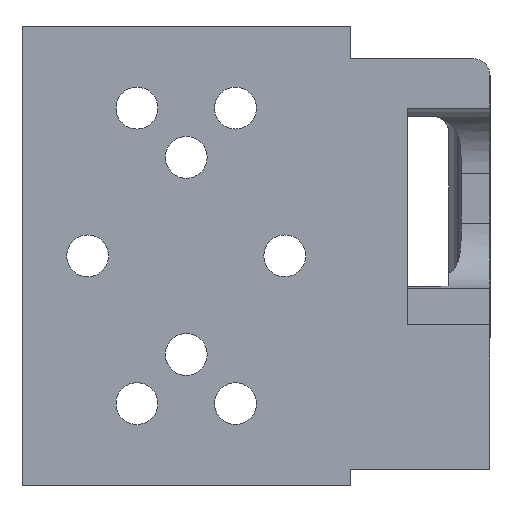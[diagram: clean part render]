
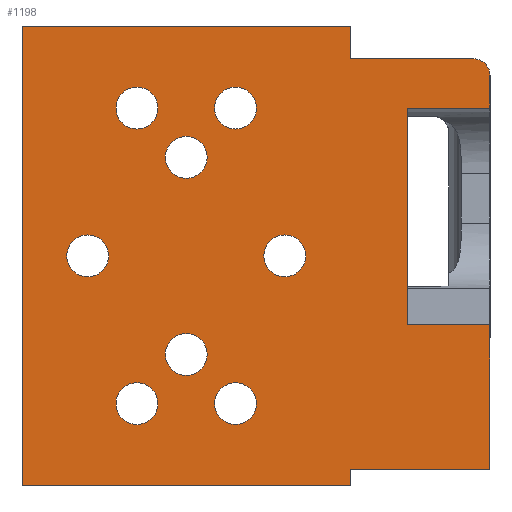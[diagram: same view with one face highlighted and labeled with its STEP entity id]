
A CAD part, front view. The second image highlights one B-rep face of the part: STEP entity #1198.
In plain terms, the highlighted planar face has unit normal (0, -1, 0).
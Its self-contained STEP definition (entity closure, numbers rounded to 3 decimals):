
#54=FACE_BOUND('',#276,.T.);
#55=FACE_BOUND('',#277,.T.);
#56=FACE_BOUND('',#278,.T.);
#57=FACE_BOUND('',#279,.T.);
#58=FACE_BOUND('',#280,.T.);
#59=FACE_BOUND('',#281,.T.);
#60=FACE_BOUND('',#282,.T.);
#61=FACE_BOUND('',#283,.T.);
#76=CIRCLE('',#1243,1.);
#97=CIRCLE('',#1299,1.275);
#98=CIRCLE('',#1300,1.275);
#99=CIRCLE('',#1302,1.275);
#100=CIRCLE('',#1303,1.275);
#101=CIRCLE('',#1305,1.275);
#102=CIRCLE('',#1306,1.275);
#103=CIRCLE('',#1308,1.275);
#104=CIRCLE('',#1309,1.275);
#105=CIRCLE('',#1311,1.275);
#106=CIRCLE('',#1312,1.275);
#107=CIRCLE('',#1314,1.275);
#108=CIRCLE('',#1315,1.275);
#109=CIRCLE('',#1317,1.275);
#110=CIRCLE('',#1318,1.275);
#111=CIRCLE('',#1320,1.275);
#112=CIRCLE('',#1321,1.275);
#214=FACE_OUTER_BOUND('',#275,.T.);
#275=EDGE_LOOP('',(#1085,#1086,#1087,#1088,#1089,#1090,#1091,#1092,#1093,
#1094,#1095,#1096,#1097));
#276=EDGE_LOOP('',(#1098,#1099));
#277=EDGE_LOOP('',(#1100,#1101));
#278=EDGE_LOOP('',(#1102,#1103));
#279=EDGE_LOOP('',(#1104,#1105));
#280=EDGE_LOOP('',(#1106,#1107));
#281=EDGE_LOOP('',(#1108,#1109));
#282=EDGE_LOOP('',(#1110,#1111));
#283=EDGE_LOOP('',(#1112,#1113));
#285=LINE('',#1646,#393);
#289=LINE('',#1655,#397);
#297=LINE('',#1686,#405);
#304=LINE('',#1705,#412);
#308=LINE('',#1717,#416);
#325=LINE('',#1780,#433);
#327=LINE('',#1805,#435);
#331=LINE('',#1811,#439);
#376=LINE('',#1971,#484);
#378=LINE('',#1974,#486);
#383=LINE('',#1984,#491);
#392=LINE('',#2034,#500);
#393=VECTOR('',#1328,10.);
#397=VECTOR('',#1334,10.);
#405=VECTOR('',#1362,10.);
#412=VECTOR('',#1377,10.);
#416=VECTOR('',#1385,10.);
#433=VECTOR('',#1422,10.);
#435=VECTOR('',#1432,10.);
#439=VECTOR('',#1438,10.);
#484=VECTOR('',#1563,10.);
#486=VECTOR('',#1567,10.);
#491=VECTOR('',#1580,10.);
#500=VECTOR('',#1639,10.);
#501=VERTEX_POINT('',#1644);
#502=VERTEX_POINT('',#1645);
#505=VERTEX_POINT('',#1653);
#506=VERTEX_POINT('',#1654);
#519=VERTEX_POINT('',#1685);
#526=VERTEX_POINT('',#1702);
#527=VERTEX_POINT('',#1704);
#532=VERTEX_POINT('',#1714);
#533=VERTEX_POINT('',#1716);
#543=VERTEX_POINT('',#1740);
#551=VERTEX_POINT('',#1778);
#556=VERTEX_POINT('',#1804);
#596=VERTEX_POINT('',#1968);
#598=VERTEX_POINT('',#1986);
#599=VERTEX_POINT('',#1987);
#600=VERTEX_POINT('',#1992);
#601=VERTEX_POINT('',#1993);
#602=VERTEX_POINT('',#1998);
#603=VERTEX_POINT('',#1999);
#604=VERTEX_POINT('',#2004);
#605=VERTEX_POINT('',#2005);
#606=VERTEX_POINT('',#2010);
#607=VERTEX_POINT('',#2011);
#608=VERTEX_POINT('',#2016);
#609=VERTEX_POINT('',#2017);
#610=VERTEX_POINT('',#2022);
#611=VERTEX_POINT('',#2023);
#612=VERTEX_POINT('',#2028);
#613=VERTEX_POINT('',#2029);
#614=EDGE_CURVE('',#501,#502,#285,.T.);
#618=EDGE_CURVE('',#505,#506,#289,.T.);
#634=EDGE_CURVE('',#501,#519,#297,.T.);
#643=EDGE_CURVE('',#526,#527,#304,.T.);
#649=EDGE_CURVE('',#532,#533,#308,.T.);
#661=EDGE_CURVE('',#543,#526,#76,.T.);
#673=EDGE_CURVE('',#532,#551,#325,.T.);
#679=EDGE_CURVE('',#556,#527,#327,.T.);
#683=EDGE_CURVE('',#551,#556,#331,.T.);
#749=EDGE_CURVE('',#596,#533,#376,.T.);
#751=EDGE_CURVE('',#519,#543,#378,.T.);
#756=EDGE_CURVE('',#596,#506,#383,.T.);
#757=EDGE_CURVE('',#598,#599,#97,.T.);
#758=EDGE_CURVE('',#599,#598,#98,.T.);
#760=EDGE_CURVE('',#600,#601,#99,.T.);
#761=EDGE_CURVE('',#601,#600,#100,.T.);
#763=EDGE_CURVE('',#602,#603,#101,.T.);
#764=EDGE_CURVE('',#603,#602,#102,.T.);
#766=EDGE_CURVE('',#604,#605,#103,.T.);
#767=EDGE_CURVE('',#605,#604,#104,.T.);
#769=EDGE_CURVE('',#606,#607,#105,.T.);
#770=EDGE_CURVE('',#607,#606,#106,.T.);
#772=EDGE_CURVE('',#608,#609,#107,.T.);
#773=EDGE_CURVE('',#609,#608,#108,.T.);
#775=EDGE_CURVE('',#610,#611,#109,.T.);
#776=EDGE_CURVE('',#611,#610,#110,.T.);
#778=EDGE_CURVE('',#612,#613,#111,.T.);
#779=EDGE_CURVE('',#613,#612,#112,.T.);
#781=EDGE_CURVE('',#505,#502,#392,.T.);
#1085=ORIENTED_EDGE('',*,*,#614,.T.);
#1086=ORIENTED_EDGE('',*,*,#781,.F.);
#1087=ORIENTED_EDGE('',*,*,#618,.T.);
#1088=ORIENTED_EDGE('',*,*,#756,.F.);
#1089=ORIENTED_EDGE('',*,*,#749,.T.);
#1090=ORIENTED_EDGE('',*,*,#649,.F.);
#1091=ORIENTED_EDGE('',*,*,#673,.T.);
#1092=ORIENTED_EDGE('',*,*,#683,.T.);
#1093=ORIENTED_EDGE('',*,*,#679,.T.);
#1094=ORIENTED_EDGE('',*,*,#643,.F.);
#1095=ORIENTED_EDGE('',*,*,#661,.F.);
#1096=ORIENTED_EDGE('',*,*,#751,.F.);
#1097=ORIENTED_EDGE('',*,*,#634,.F.);
#1098=ORIENTED_EDGE('',*,*,#757,.T.);
#1099=ORIENTED_EDGE('',*,*,#758,.T.);
#1100=ORIENTED_EDGE('',*,*,#760,.T.);
#1101=ORIENTED_EDGE('',*,*,#761,.T.);
#1102=ORIENTED_EDGE('',*,*,#763,.T.);
#1103=ORIENTED_EDGE('',*,*,#764,.T.);
#1104=ORIENTED_EDGE('',*,*,#766,.T.);
#1105=ORIENTED_EDGE('',*,*,#767,.T.);
#1106=ORIENTED_EDGE('',*,*,#769,.T.);
#1107=ORIENTED_EDGE('',*,*,#770,.T.);
#1108=ORIENTED_EDGE('',*,*,#772,.T.);
#1109=ORIENTED_EDGE('',*,*,#773,.T.);
#1110=ORIENTED_EDGE('',*,*,#775,.T.);
#1111=ORIENTED_EDGE('',*,*,#776,.T.);
#1112=ORIENTED_EDGE('',*,*,#778,.T.);
#1113=ORIENTED_EDGE('',*,*,#779,.T.);
#1146=PLANE('',#1322);
#1198=ADVANCED_FACE('',(#214,#54,#55,#56,#57,#58,#59,#60,#61),#1146,.F.);
#1243=AXIS2_PLACEMENT_3D('',#1741,#1404,#1405);
#1299=AXIS2_PLACEMENT_3D('',#1988,#1583,#1584);
#1300=AXIS2_PLACEMENT_3D('',#1989,#1585,#1586);
#1302=AXIS2_PLACEMENT_3D('',#1994,#1590,#1591);
#1303=AXIS2_PLACEMENT_3D('',#1995,#1592,#1593);
#1305=AXIS2_PLACEMENT_3D('',#2000,#1597,#1598);
#1306=AXIS2_PLACEMENT_3D('',#2001,#1599,#1600);
#1308=AXIS2_PLACEMENT_3D('',#2006,#1604,#1605);
#1309=AXIS2_PLACEMENT_3D('',#2007,#1606,#1607);
#1311=AXIS2_PLACEMENT_3D('',#2012,#1611,#1612);
#1312=AXIS2_PLACEMENT_3D('',#2013,#1613,#1614);
#1314=AXIS2_PLACEMENT_3D('',#2018,#1618,#1619);
#1315=AXIS2_PLACEMENT_3D('',#2019,#1620,#1621);
#1317=AXIS2_PLACEMENT_3D('',#2024,#1625,#1626);
#1318=AXIS2_PLACEMENT_3D('',#2025,#1627,#1628);
#1320=AXIS2_PLACEMENT_3D('',#2030,#1632,#1633);
#1321=AXIS2_PLACEMENT_3D('',#2031,#1634,#1635);
#1322=AXIS2_PLACEMENT_3D('',#2033,#1637,#1638);
#1328=DIRECTION('',(-1.,0.,0.));
#1334=DIRECTION('',(1.,0.,0.));
#1362=DIRECTION('',(0.,0.,-1.));
#1377=DIRECTION('',(0.,0.,-1.));
#1385=DIRECTION('',(0.,0.,-1.));
#1404=DIRECTION('center_axis',(0.,1.,0.));
#1405=DIRECTION('ref_axis',(0.707,0.,0.707));
#1422=DIRECTION('',(-1.,0.,0.));
#1432=DIRECTION('',(1.,0.,0.));
#1438=DIRECTION('',(0.,0.,1.));
#1563=DIRECTION('',(1.,0.,0.));
#1567=DIRECTION('',(1.,0.,0.));
#1580=DIRECTION('',(0.,0.,-1.));
#1583=DIRECTION('center_axis',(0.,1.,0.));
#1584=DIRECTION('ref_axis',(-1.,0.,0.));
#1585=DIRECTION('center_axis',(0.,1.,0.));
#1586=DIRECTION('ref_axis',(-1.,0.,0.));
#1590=DIRECTION('center_axis',(0.,1.,0.));
#1591=DIRECTION('ref_axis',(-1.,0.,0.));
#1592=DIRECTION('center_axis',(0.,1.,0.));
#1593=DIRECTION('ref_axis',(-1.,0.,0.));
#1597=DIRECTION('center_axis',(0.,1.,0.));
#1598=DIRECTION('ref_axis',(-1.,0.,0.));
#1599=DIRECTION('center_axis',(0.,1.,0.));
#1600=DIRECTION('ref_axis',(-1.,0.,0.));
#1604=DIRECTION('center_axis',(0.,1.,0.));
#1605=DIRECTION('ref_axis',(-1.,0.,0.));
#1606=DIRECTION('center_axis',(0.,1.,0.));
#1607=DIRECTION('ref_axis',(-1.,0.,0.));
#1611=DIRECTION('center_axis',(0.,1.,0.));
#1612=DIRECTION('ref_axis',(-1.,0.,0.));
#1613=DIRECTION('center_axis',(0.,1.,0.));
#1614=DIRECTION('ref_axis',(-1.,0.,0.));
#1618=DIRECTION('center_axis',(0.,1.,0.));
#1619=DIRECTION('ref_axis',(-1.,0.,0.));
#1620=DIRECTION('center_axis',(0.,1.,0.));
#1621=DIRECTION('ref_axis',(-1.,0.,0.));
#1625=DIRECTION('center_axis',(0.,1.,0.));
#1626=DIRECTION('ref_axis',(-1.,0.,0.));
#1627=DIRECTION('center_axis',(0.,1.,0.));
#1628=DIRECTION('ref_axis',(-1.,0.,0.));
#1632=DIRECTION('center_axis',(0.,1.,0.));
#1633=DIRECTION('ref_axis',(-1.,0.,0.));
#1634=DIRECTION('center_axis',(0.,1.,0.));
#1635=DIRECTION('ref_axis',(-1.,0.,0.));
#1637=DIRECTION('center_axis',(0.,1.,0.));
#1638=DIRECTION('ref_axis',(0.,0.,1.));
#1639=DIRECTION('',(0.,0.,1.));
#1644=CARTESIAN_POINT('',(19.,0.,-2.516));
#1645=CARTESIAN_POINT('',(-1.,0.,-2.516));
#1646=CARTESIAN_POINT('',(4.,0.,-2.516));
#1653=CARTESIAN_POINT('',(-1.,0.,-30.5));
#1654=CARTESIAN_POINT('',(19.,0.,-30.5));
#1655=CARTESIAN_POINT('',(14.,0.,-30.5));
#1685=CARTESIAN_POINT('',(19.,0.,-4.5));
#1686=CARTESIAN_POINT('',(19.,0.,0.));
#1702=CARTESIAN_POINT('',(27.5,0.,-5.5));
#1704=CARTESIAN_POINT('',(27.5,0.,-7.5));
#1705=CARTESIAN_POINT('',(27.5,0.,0.));
#1714=CARTESIAN_POINT('',(27.5,0.,-20.703));
#1716=CARTESIAN_POINT('',(27.5,0.,-29.5));
#1717=CARTESIAN_POINT('',(27.5,0.,0.));
#1740=CARTESIAN_POINT('',(26.5,0.,-4.5));
#1741=CARTESIAN_POINT('Origin',(26.5,0.,-5.5));
#1778=CARTESIAN_POINT('',(22.5,0.,-20.703));
#1780=CARTESIAN_POINT('',(18.25,0.,-20.703));
#1804=CARTESIAN_POINT('',(22.5,0.,-7.5));
#1805=CARTESIAN_POINT('',(18.25,0.,-7.5));
#1811=CARTESIAN_POINT('',(22.5,0.,-14.75));
#1968=CARTESIAN_POINT('',(19.,0.,-29.5));
#1971=CARTESIAN_POINT('',(19.,0.,-29.5));
#1974=CARTESIAN_POINT('',(19.,0.,-4.5));
#1984=CARTESIAN_POINT('',(19.,0.,0.));
#1986=CARTESIAN_POINT('',(10.725,0.,-7.5));
#1987=CARTESIAN_POINT('',(13.275,0.,-7.5));
#1988=CARTESIAN_POINT('Origin',(12.,0.,-7.5));
#1989=CARTESIAN_POINT('Origin',(12.,0.,-7.5));
#1992=CARTESIAN_POINT('',(4.725,0.,-25.5));
#1993=CARTESIAN_POINT('',(7.275,0.,-25.5));
#1994=CARTESIAN_POINT('Origin',(6.,0.,-25.5));
#1995=CARTESIAN_POINT('Origin',(6.,0.,-25.5));
#1998=CARTESIAN_POINT('',(13.725,0.,-16.5));
#1999=CARTESIAN_POINT('',(16.275,0.,-16.5));
#2000=CARTESIAN_POINT('Origin',(15.,0.,-16.5));
#2001=CARTESIAN_POINT('Origin',(15.,0.,-16.5));
#2004=CARTESIAN_POINT('',(7.725,0.,-22.5));
#2005=CARTESIAN_POINT('',(10.275,0.,-22.5));
#2006=CARTESIAN_POINT('Origin',(9.,0.,-22.5));
#2007=CARTESIAN_POINT('Origin',(9.,0.,-22.5));
#2010=CARTESIAN_POINT('',(4.725,0.,-7.5));
#2011=CARTESIAN_POINT('',(7.275,0.,-7.5));
#2012=CARTESIAN_POINT('Origin',(6.,0.,-7.5));
#2013=CARTESIAN_POINT('Origin',(6.,0.,-7.5));
#2016=CARTESIAN_POINT('',(10.725,0.,-25.5));
#2017=CARTESIAN_POINT('',(13.275,0.,-25.5));
#2018=CARTESIAN_POINT('Origin',(12.,0.,-25.5));
#2019=CARTESIAN_POINT('Origin',(12.,0.,-25.5));
#2022=CARTESIAN_POINT('',(1.725,0.,-16.5));
#2023=CARTESIAN_POINT('',(4.275,0.,-16.5));
#2024=CARTESIAN_POINT('Origin',(3.,0.,-16.5));
#2025=CARTESIAN_POINT('Origin',(3.,0.,-16.5));
#2028=CARTESIAN_POINT('',(7.725,0.,-10.5));
#2029=CARTESIAN_POINT('',(10.275,0.,-10.5));
#2030=CARTESIAN_POINT('Origin',(9.,0.,-10.5));
#2031=CARTESIAN_POINT('Origin',(9.,0.,-10.5));
#2033=CARTESIAN_POINT('Origin',(9.,0.,-16.5));
#2034=CARTESIAN_POINT('',(-1.,0.,-33.));
